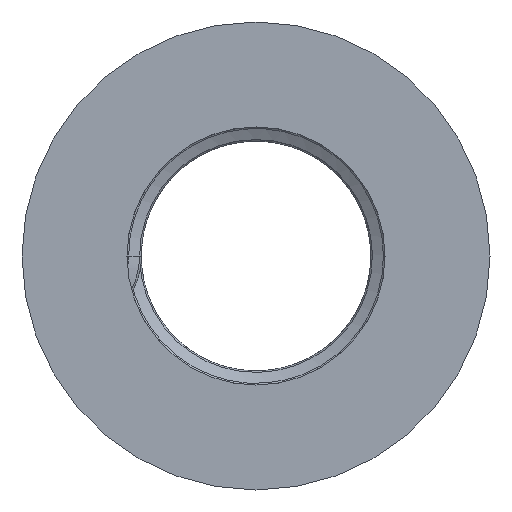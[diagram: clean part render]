
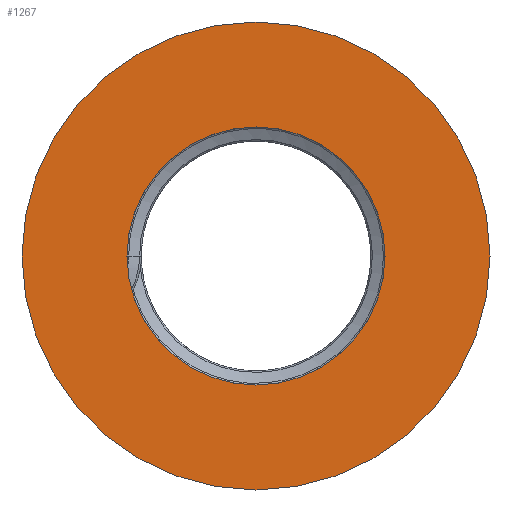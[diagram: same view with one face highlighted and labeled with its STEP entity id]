
A CAD part, left-side view. The second image highlights one B-rep face of the part: STEP entity #1267.
In plain terms, the highlighted planar face has unit normal (-1, 0, 0).
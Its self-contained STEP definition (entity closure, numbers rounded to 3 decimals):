
#5 = CIRCLE ( 'NONE', #6, 19. ) ;
#6 = AXIS2_PLACEMENT_3D ( 'NONE', #411, #412, #413 ) ;
#411 = CARTESIAN_POINT ( 'NONE',  ( 0., 0., 0. ) ) ;
#412 = DIRECTION ( 'NONE',  ( -1., 0., 0. ) ) ;
#413 = DIRECTION ( 'NONE',  ( 0., 0., 1. ) ) ;
#958 = EDGE_CURVE ( 'NONE', #1175, #1186, #3403, .T. ) ;
#984 = EDGE_CURVE ( 'NONE', #1186, #1175, #3398, .T. ) ;
#1061 = ORIENTED_EDGE ( 'NONE', *, *, #1260, .T. ) ;
#1062 = ORIENTED_EDGE ( 'NONE', *, *, #1284, .T. ) ;
#1063 = ORIENTED_EDGE ( 'NONE', *, *, #984, .F. ) ;
#1069 = EDGE_LOOP ( 'NONE', ( #1062, #1061 ) ) ;
#1106 = EDGE_LOOP ( 'NONE', ( #1192, #1063 ) ) ;
#1128 = VERTEX_POINT ( 'NONE', #3228 ) ;
#1136 = VERTEX_POINT ( 'NONE', #3249 ) ;
#1175 = VERTEX_POINT ( 'NONE', #3288 ) ;
#1186 = VERTEX_POINT ( 'NONE', #3299 ) ;
#1192 = ORIENTED_EDGE ( 'NONE', *, *, #958, .F. ) ;
#1260 = EDGE_CURVE ( 'NONE', #1136, #1128, #3366, .T. ) ;
#1267 = ADVANCED_FACE ( 'NONE', ( #4359, #4346 ), #4360, .F. ) ;
#1284 = EDGE_CURVE ( 'NONE', #1128, #1136, #5, .T. ) ;
#2111 = CARTESIAN_POINT ( 'NONE',  ( 0., 0., 0. ) ) ;
#2112 = DIRECTION ( 'NONE',  ( -1., 0., 0. ) ) ;
#2113 = DIRECTION ( 'NONE',  ( 0., 0., 1. ) ) ;
#2501 = CARTESIAN_POINT ( 'NONE',  ( 0., 0., 0. ) ) ;
#2502 = DIRECTION ( 'NONE',  ( -1., 0., 0. ) ) ;
#2503 = DIRECTION ( 'NONE',  ( 0., 0., 1. ) ) ;
#3228 = CARTESIAN_POINT ( 'NONE',  ( 0., 0., 19. ) ) ;
#3249 = CARTESIAN_POINT ( 'NONE',  ( 0., 0., -19. ) ) ;
#3288 = CARTESIAN_POINT ( 'NONE',  ( 0., 0., 10.477 ) ) ;
#3299 = CARTESIAN_POINT ( 'NONE',  ( 0., 0., -10.477 ) ) ;
#3366 = CIRCLE ( 'NONE', #3373, 19. ) ;
#3373 = AXIS2_PLACEMENT_3D ( 'NONE', #4333, #4334, #4335 ) ;
#3377 = AXIS2_PLACEMENT_3D ( 'NONE', #2111, #2112, #2113 ) ;
#3398 = CIRCLE ( 'NONE', #3399, 10.477 ) ;
#3399 = AXIS2_PLACEMENT_3D ( 'NONE', #2501, #2502, #2503 ) ;
#3400 = AXIS2_PLACEMENT_3D ( 'NONE', #4342, #4362, #4363 ) ;
#3403 = CIRCLE ( 'NONE', #3377, 10.477 ) ;
#4333 = CARTESIAN_POINT ( 'NONE',  ( 0., 0., 0. ) ) ;
#4334 = DIRECTION ( 'NONE',  ( -1., 0., 0. ) ) ;
#4335 = DIRECTION ( 'NONE',  ( 0., 0., 1. ) ) ;
#4342 = CARTESIAN_POINT ( 'NONE',  ( 0., 0., -10.477 ) ) ;
#4346 = FACE_OUTER_BOUND ( 'NONE', #1069, .T. ) ;
#4359 = FACE_BOUND ( 'NONE', #1106, .T. ) ;
#4360 = PLANE ( 'NONE',  #3400 ) ;
#4362 = DIRECTION ( 'NONE',  ( 1., 0., 0. ) ) ;
#4363 = DIRECTION ( 'NONE',  ( 0., 0., -1. ) ) ;
